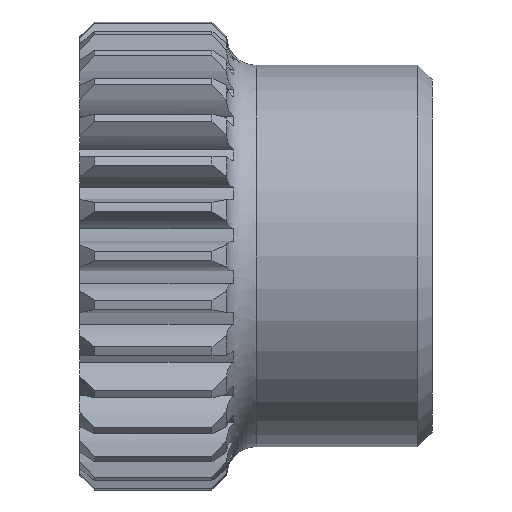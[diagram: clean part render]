
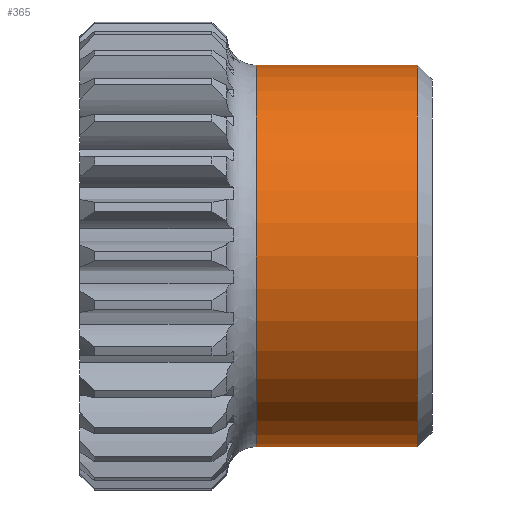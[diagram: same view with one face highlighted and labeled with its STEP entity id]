
A CAD part, front view. The second image highlights one B-rep face of the part: STEP entity #365.
In plain terms, the highlighted cylindrical face has radius 6.5 mm (diameter 13 mm), a full revolution.
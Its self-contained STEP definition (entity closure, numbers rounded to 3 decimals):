
#365 = ADVANCED_FACE( '', ( #847, #848, #849 ), #850, .T. );
#847 = FACE_OUTER_BOUND( '', #1446, .T. );
#848 = FACE_BOUND( '', #1447, .T. );
#849 = FACE_OUTER_BOUND( '', #1448, .T. );
#850 = CYLINDRICAL_SURFACE( '', #1449, 6.5 );
#1446 = EDGE_LOOP( '', ( #2683 ) );
#1447 = EDGE_LOOP( '', ( #2684 ) );
#1448 = EDGE_LOOP( '', ( #2685 ) );
#1449 = AXIS2_PLACEMENT_3D( '', #2686, #2687, #2688 );
#2683 = ORIENTED_EDGE( '', *, *, #3830, .T. );
#2684 = ORIENTED_EDGE( '', *, *, #4208, .T. );
#2685 = ORIENTED_EDGE( '', *, *, #4123, .F. );
#2686 = CARTESIAN_POINT( '', ( 12., 0., 0. ) );
#2687 = DIRECTION( '', ( -1., 0., 0. ) );
#2688 = DIRECTION( '', ( 0., 0., -1. ) );
#3830 = EDGE_CURVE( '', #4681, #4681, #4682, .T. );
#4123 = EDGE_CURVE( '', #5185, #5185, #5186, .T. );
#4208 = EDGE_CURVE( '', #5303, #5303, #5304, .T. );
#4681 = VERTEX_POINT( '', #5967 );
#4682 = CIRCLE( '', #5968, 6.5 );
#5185 = VERTEX_POINT( '', #6819 );
#5186 = CIRCLE( '', #6820, 6.5 );
#5303 = VERTEX_POINT( '', #7021 );
#5304 = B_SPLINE_CURVE_WITH_KNOTS( '', 3, ( #7022, #7023, #7024, #7025, #7026, #7027, #7028, #7029, #7030, #7031, #7032, #7033, #7034, #7035, #7036, #7037, #7038, #7039, #7040, #7041, #7042, #7043, #7044, #7045, #7046, #7047, #7048, #7049, #7050, #7051, #7052, #7053, #7054, #7055, #7056, #7057, #7058, #7059, #7060, #7061, #7062, #7063, #7064, #7065, #7066, #7067, #7068, #7069 ), .UNSPECIFIED., .T., .F., ( 2, 2, 2, 2, 2, 2, 2, 2, 2, 2, 2, 2, 2, 2, 2, 2, 2, 2, 2, 2, 2, 2, 2, 2, 2, 2 ), ( -0.001, 0., 0.001, 0.001, 0.001, 0.002, 0.002, 0.003, 0.003, 0.003, 0.004, 0.004, 0.004, 0.005, 0.005, 0.006, 0.007, 0.007, 0.008, 0.009, 0.01, 0.01, 0.01, 0.011, 0.012, 0.013 ), .UNSPECIFIED. );
#5967 = CARTESIAN_POINT( '', ( 6., 0., -6.5 ) );
#5968 = AXIS2_PLACEMENT_3D( '', #7687, #7688, #7689 );
#6819 = CARTESIAN_POINT( '', ( 11.5, 0., -6.5 ) );
#6820 = AXIS2_PLACEMENT_3D( '', #8220, #8221, #8222 );
#7021 = CARTESIAN_POINT( '', ( 7.159, 6.368, -1.301 ) );
#7022 = CARTESIAN_POINT( '', ( 6.966, 6.4, -1.147 ) );
#7023 = CARTESIAN_POINT( '', ( 7.352, 6.337, -1.455 ) );
#7024 = CARTESIAN_POINT( '', ( 7.569, 6.308, -1.57 ) );
#7025 = CARTESIAN_POINT( '', ( 7.922, 6.278, -1.686 ) );
#7026 = CARTESIAN_POINT( '', ( 8.041, 6.27, -1.714 ) );
#7027 = CARTESIAN_POINT( '', ( 8.284, 6.26, -1.751 ) );
#7028 = CARTESIAN_POINT( '', ( 8.408, 6.257, -1.759 ) );
#7029 = CARTESIAN_POINT( '', ( 8.655, 6.258, -1.756 ) );
#7030 = CARTESIAN_POINT( '', ( 8.778, 6.262, -1.744 ) );
#7031 = CARTESIAN_POINT( '', ( 9.019, 6.274, -1.7 ) );
#7032 = CARTESIAN_POINT( '', ( 9.139, 6.282, -1.668 ) );
#7033 = CARTESIAN_POINT( '', ( 9.371, 6.304, -1.585 ) );
#7034 = CARTESIAN_POINT( '', ( 9.482, 6.317, -1.534 ) );
#7035 = CARTESIAN_POINT( '', ( 9.693, 6.345, -1.412 ) );
#7036 = CARTESIAN_POINT( '', ( 9.795, 6.361, -1.341 ) );
#7037 = CARTESIAN_POINT( '', ( 9.982, 6.392, -1.183 ) );
#7038 = CARTESIAN_POINT( '', ( 10.066, 6.408, -1.096 ) );
#7039 = CARTESIAN_POINT( '', ( 10.217, 6.437, -0.905 ) );
#7040 = CARTESIAN_POINT( '', ( 10.285, 6.452, -0.799 ) );
#7041 = CARTESIAN_POINT( '', ( 10.392, 6.475, -0.579 ) );
#7042 = CARTESIAN_POINT( '', ( 10.433, 6.485, -0.464 ) );
#7043 = CARTESIAN_POINT( '', ( 10.488, 6.497, -0.224 ) );
#7044 = CARTESIAN_POINT( '', ( 10.502, 6.5, -0.099 ) );
#7045 = CARTESIAN_POINT( '', ( 10.498, 6.499, 0.147 ) );
#7046 = CARTESIAN_POINT( '', ( 10.481, 6.495, 0.271 ) );
#7047 = CARTESIAN_POINT( '', ( 10.418, 6.481, 0.511 ) );
#7048 = CARTESIAN_POINT( '', ( 10.373, 6.471, 0.625 ) );
#7049 = CARTESIAN_POINT( '', ( 10.2, 6.433, 0.954 ) );
#7050 = CARTESIAN_POINT( '', ( 10.037, 6.4, 1.144 ) );
#7051 = CARTESIAN_POINT( '', ( 9.654, 6.338, 1.451 ) );
#7052 = CARTESIAN_POINT( '', ( 9.433, 6.308, 1.569 ) );
#7053 = CARTESIAN_POINT( '', ( 8.967, 6.268, 1.723 ) );
#7054 = CARTESIAN_POINT( '', ( 8.717, 6.257, 1.761 ) );
#7055 = CARTESIAN_POINT( '', ( 8.226, 6.259, 1.754 ) );
#7056 = CARTESIAN_POINT( '', ( 7.977, 6.272, 1.71 ) );
#7057 = CARTESIAN_POINT( '', ( 7.517, 6.314, 1.544 ) );
#7058 = CARTESIAN_POINT( '', ( 7.298, 6.345, 1.42 ) );
#7059 = CARTESIAN_POINT( '', ( 6.927, 6.407, 1.105 ) );
#7060 = CARTESIAN_POINT( '', ( 6.769, 6.44, 0.909 ) );
#7061 = CARTESIAN_POINT( '', ( 6.608, 6.475, 0.58 ) );
#7062 = CARTESIAN_POINT( '', ( 6.566, 6.485, 0.462 ) );
#7063 = CARTESIAN_POINT( '', ( 6.511, 6.497, 0.221 ) );
#7064 = CARTESIAN_POINT( '', ( 6.498, 6.5, 0.098 ) );
#7065 = CARTESIAN_POINT( '', ( 6.504, 6.499, -0.273 ) );
#7066 = CARTESIAN_POINT( '', ( 6.571, 6.483, -0.52 ) );
#7067 = CARTESIAN_POINT( '', ( 6.802, 6.433, -0.956 ) );
#7068 = CARTESIAN_POINT( '', ( 6.966, 6.4, -1.147 ) );
#7069 = CARTESIAN_POINT( '', ( 7.352, 6.337, -1.455 ) );
#7687 = CARTESIAN_POINT( '', ( 6., 0., 0. ) );
#7688 = DIRECTION( '', ( 1., 0., 0. ) );
#7689 = DIRECTION( '', ( 0., 0., -1. ) );
#8220 = CARTESIAN_POINT( '', ( 11.5, 0., 0. ) );
#8221 = DIRECTION( '', ( 1., 0., 0. ) );
#8222 = DIRECTION( '', ( 0., 0., -1. ) );
